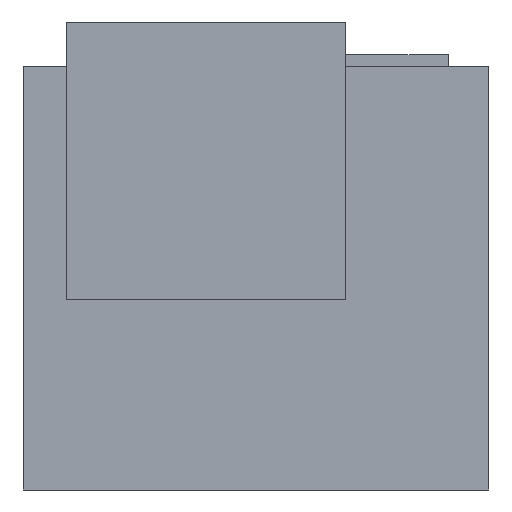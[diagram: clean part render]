
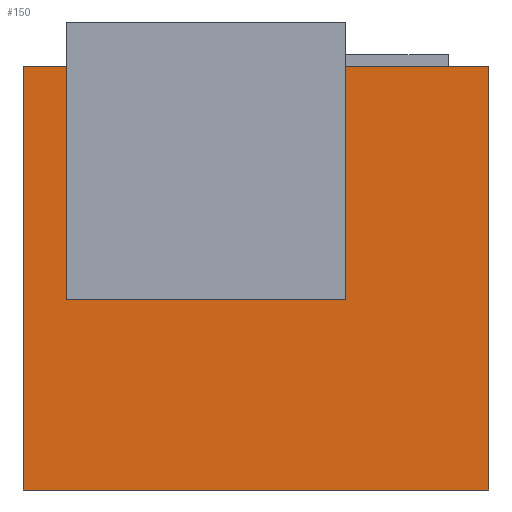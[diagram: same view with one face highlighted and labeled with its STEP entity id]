
A CAD part, front view. The second image highlights one B-rep face of the part: STEP entity #150.
In plain terms, the highlighted planar face has unit normal (0, -1, 0).
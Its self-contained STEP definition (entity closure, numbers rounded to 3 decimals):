
#3 = VECTOR ( 'NONE', #301, 1000. ) ;
#11 = CARTESIAN_POINT ( 'NONE',  ( 0., 0., 0. ) ) ;
#25 = EDGE_CURVE ( 'NONE', #404, #351, #446, .T. ) ;
#28 = DIRECTION ( 'NONE',  ( -1., 0., 0. ) ) ;
#44 = VECTOR ( 'NONE', #359, 1000. ) ;
#46 = DIRECTION ( 'NONE',  ( 0., 0., -1. ) ) ;
#99 = EDGE_CURVE ( 'NONE', #351, #249, #206, .T. ) ;
#105 = ORIENTED_EDGE ( 'NONE', *, *, #393, .F. ) ;
#109 = PLANE ( 'NONE',  #432 ) ;
#132 = LINE ( 'NONE', #197, #415 ) ;
#137 = EDGE_LOOP ( 'NONE', ( #105, #399, #433, #413 ) ) ;
#147 = DIRECTION ( 'NONE',  ( 0., 0., 1. ) ) ;
#150 = ADVANCED_FACE ( 'NONE', ( #281 ), #109, .F. ) ;
#159 = CARTESIAN_POINT ( 'NONE',  ( -21.227, 0., 30.346 ) ) ;
#185 = CARTESIAN_POINT ( 'NONE',  ( -21.227, 0., -27.356 ) ) ;
#197 = CARTESIAN_POINT ( 'NONE',  ( -21.227, 0., -27.356 ) ) ;
#206 = LINE ( 'NONE', #222, #272 ) ;
#222 = CARTESIAN_POINT ( 'NONE',  ( 42.155, 0., -27.356 ) ) ;
#224 = CARTESIAN_POINT ( 'NONE',  ( -21.227, 0., -27.356 ) ) ;
#239 = VERTEX_POINT ( 'NONE', #224 ) ;
#249 = VERTEX_POINT ( 'NONE', #374 ) ;
#272 = VECTOR ( 'NONE', #46, 1000. ) ;
#281 = FACE_OUTER_BOUND ( 'NONE', #137, .T. ) ;
#287 = DIRECTION ( 'NONE',  ( 0., 1., 0. ) ) ;
#301 = DIRECTION ( 'NONE',  ( 0., 0., 1. ) ) ;
#333 = CARTESIAN_POINT ( 'NONE',  ( 42.155, 0., 30.346 ) ) ;
#351 = VERTEX_POINT ( 'NONE', #333 ) ;
#359 = DIRECTION ( 'NONE',  ( 1., 0., 0. ) ) ;
#374 = CARTESIAN_POINT ( 'NONE',  ( 42.155, 0., -27.356 ) ) ;
#393 = EDGE_CURVE ( 'NONE', #239, #404, #460, .T. ) ;
#399 = ORIENTED_EDGE ( 'NONE', *, *, #419, .F. ) ;
#404 = VERTEX_POINT ( 'NONE', #159 ) ;
#413 = ORIENTED_EDGE ( 'NONE', *, *, #25, .F. ) ;
#415 = VECTOR ( 'NONE', #28, 1000. ) ;
#419 = EDGE_CURVE ( 'NONE', #249, #239, #132, .T. ) ;
#428 = CARTESIAN_POINT ( 'NONE',  ( -21.227, 0., 30.346 ) ) ;
#432 = AXIS2_PLACEMENT_3D ( 'NONE', #11, #287, #147 ) ;
#433 = ORIENTED_EDGE ( 'NONE', *, *, #99, .F. ) ;
#446 = LINE ( 'NONE', #428, #44 ) ;
#460 = LINE ( 'NONE', #185, #3 ) ;
